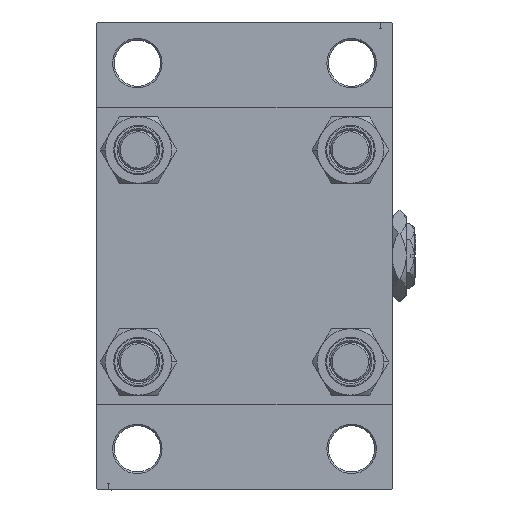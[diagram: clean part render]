
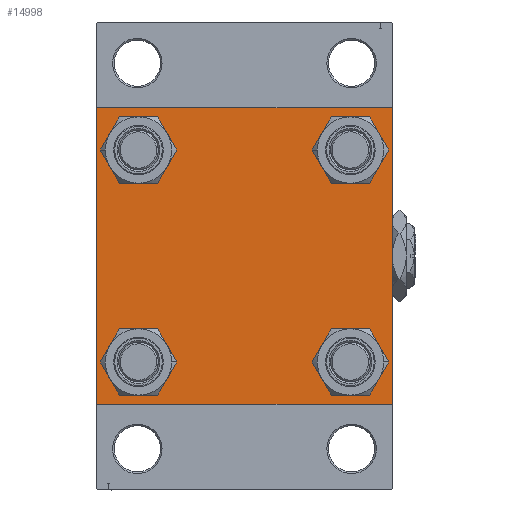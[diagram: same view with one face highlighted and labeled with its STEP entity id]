
A CAD part, left-side view. The second image highlights one B-rep face of the part: STEP entity #14998.
In plain terms, the highlighted planar face has unit normal (-1, 0, 0).
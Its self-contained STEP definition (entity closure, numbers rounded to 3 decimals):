
#930 = EDGE_CURVE ( 'NONE', #38924, #4880, #39802, .T. ) ;
#1043 = DIRECTION ( 'NONE',  ( 1., 0., 0. ) ) ;
#1272 = FACE_BOUND ( 'NONE', #47554, .T. ) ;
#1557 = DIRECTION ( 'NONE',  ( 0., 0., 1. ) ) ;
#1890 = DIRECTION ( 'NONE',  ( 1., 0., 0. ) ) ;
#1898 = VERTEX_POINT ( 'NONE', #23029 ) ;
#2363 = VERTEX_POINT ( 'NONE', #11634 ) ;
#3271 = DIRECTION ( 'NONE',  ( 0., 0., -1. ) ) ;
#3378 = DIRECTION ( 'NONE',  ( 0., 0., 1. ) ) ;
#3960 = VECTOR ( 'NONE', #17568, 1000. ) ;
#4472 = CARTESIAN_POINT ( 'NONE',  ( 0., -44.75, 44.75 ) ) ;
#4880 = VERTEX_POINT ( 'NONE', #8455 ) ;
#5088 = AXIS2_PLACEMENT_3D ( 'NONE', #13657, #1043, #5924 ) ;
#5403 = VERTEX_POINT ( 'NONE', #31018 ) ;
#5924 = DIRECTION ( 'NONE',  ( 0., 0., 1. ) ) ;
#6118 = CARTESIAN_POINT ( 'NONE',  ( 0., 45., -44.5 ) ) ;
#7220 = ORIENTED_EDGE ( 'NONE', *, *, #33771, .T. ) ;
#7792 = LINE ( 'NONE', #34886, #17755 ) ;
#8247 = ORIENTED_EDGE ( 'NONE', *, *, #23669, .T. ) ;
#8374 = EDGE_CURVE ( 'NONE', #25780, #1898, #9587, .T. ) ;
#8455 = CARTESIAN_POINT ( 'NONE',  ( 0., -44.5, 45. ) ) ;
#9346 = DIRECTION ( 'NONE',  ( 1., 0., 0. ) ) ;
#9587 = LINE ( 'NONE', #37437, #3960 ) ;
#9645 = LINE ( 'NONE', #48318, #27182 ) ;
#10022 = EDGE_CURVE ( 'NONE', #10677, #2363, #28788, .T. ) ;
#10105 = DIRECTION ( 'NONE',  ( 0., 0., 1. ) ) ;
#10257 = DIRECTION ( 'NONE',  ( 1., 0., 0. ) ) ;
#10677 = VERTEX_POINT ( 'NONE', #29857 ) ;
#10886 = DIRECTION ( 'NONE',  ( 0., -0.707, 0.707 ) ) ;
#11634 = CARTESIAN_POINT ( 'NONE',  ( 0., -32.15, -25.65 ) ) ;
#12041 = EDGE_CURVE ( 'NONE', #5403, #41322, #9645, .T. ) ;
#12560 = CIRCLE ( 'NONE', #41374, 6.5 ) ;
#12630 = DIRECTION ( 'NONE',  ( 0., 0., 1. ) ) ;
#13033 = VERTEX_POINT ( 'NONE', #38214 ) ;
#13424 = DIRECTION ( 'NONE',  ( 0., -1., 0. ) ) ;
#13657 = CARTESIAN_POINT ( 'NONE',  ( 0., 32.15, -32.15 ) ) ;
#13944 = CARTESIAN_POINT ( 'NONE',  ( 0., 32.15, -38.65 ) ) ;
#13997 = LINE ( 'NONE', #45464, #27042 ) ;
#14998 = ADVANCED_FACE ( 'NONE', ( #36618, #19832, #1272, #28093, #44087 ), #24477, .T. ) ;
#15346 = EDGE_CURVE ( 'NONE', #5403, #4880, #41521, .T. ) ;
#15375 = VECTOR ( 'NONE', #35169, 1000. ) ;
#15779 = AXIS2_PLACEMENT_3D ( 'NONE', #43834, #16487, #12630 ) ;
#15843 = CARTESIAN_POINT ( 'NONE',  ( 0., -45., -44.5 ) ) ;
#16487 = DIRECTION ( 'NONE',  ( -1., 0., 0. ) ) ;
#17568 = DIRECTION ( 'NONE',  ( 0., -1., 0. ) ) ;
#17755 = VECTOR ( 'NONE', #27644, 1000. ) ;
#18327 = EDGE_CURVE ( 'NONE', #36085, #43010, #49528, .T. ) ;
#18344 = CARTESIAN_POINT ( 'NONE',  ( 0., -32.15, -32.15 ) ) ;
#18586 = EDGE_CURVE ( 'NONE', #13033, #34487, #21561, .T. ) ;
#19832 = FACE_BOUND ( 'NONE', #42702, .T. ) ;
#20822 = CARTESIAN_POINT ( 'NONE',  ( 0., 32.15, 32.15 ) ) ;
#21144 = CARTESIAN_POINT ( 'NONE',  ( 0., -32.15, 32.15 ) ) ;
#21181 = ORIENTED_EDGE ( 'NONE', *, *, #29687, .T. ) ;
#21285 = ORIENTED_EDGE ( 'NONE', *, *, #31263, .T. ) ;
#21561 = CIRCLE ( 'NONE', #25682, 6.5 ) ;
#21964 = ORIENTED_EDGE ( 'NONE', *, *, #39634, .T. ) ;
#22858 = ORIENTED_EDGE ( 'NONE', *, *, #46258, .T. ) ;
#22965 = DIRECTION ( 'NONE',  ( 1., 0., 0. ) ) ;
#22991 = AXIS2_PLACEMENT_3D ( 'NONE', #42536, #26551, #30683 ) ;
#23029 = CARTESIAN_POINT ( 'NONE',  ( 0., -44.5, -45. ) ) ;
#23117 = CARTESIAN_POINT ( 'NONE',  ( 0., 45., 45. ) ) ;
#23669 = EDGE_CURVE ( 'NONE', #28870, #25780, #7792, .T. ) ;
#24477 = PLANE ( 'NONE',  #15779 ) ;
#24662 = CIRCLE ( 'NONE', #22991, 6.5 ) ;
#25195 = DIRECTION ( 'NONE',  ( 0., 0., 1. ) ) ;
#25364 = DIRECTION ( 'NONE',  ( 0., 0.707, -0.707 ) ) ;
#25682 = AXIS2_PLACEMENT_3D ( 'NONE', #20822, #36575, #25195 ) ;
#25780 = VERTEX_POINT ( 'NONE', #44798 ) ;
#25971 = DIRECTION ( 'NONE',  ( 0., 0., 1. ) ) ;
#26167 = EDGE_LOOP ( 'NONE', ( #21285, #21964 ) ) ;
#26478 = CARTESIAN_POINT ( 'NONE',  ( 0., -32.15, 25.65 ) ) ;
#26551 = DIRECTION ( 'NONE',  ( 1., 0., 0. ) ) ;
#26752 = ORIENTED_EDGE ( 'NONE', *, *, #43679, .T. ) ;
#26886 = ORIENTED_EDGE ( 'NONE', *, *, #12041, .T. ) ;
#27042 = VECTOR ( 'NONE', #10886, 1000. ) ;
#27182 = VECTOR ( 'NONE', #25364, 1000. ) ;
#27603 = CARTESIAN_POINT ( 'NONE',  ( 0., 45., 44.5 ) ) ;
#27644 = DIRECTION ( 'NONE',  ( 0., -0.707, -0.707 ) ) ;
#28049 = VECTOR ( 'NONE', #51009, 1000. ) ;
#28093 = FACE_BOUND ( 'NONE', #29251, .T. ) ;
#28238 = ORIENTED_EDGE ( 'NONE', *, *, #930, .T. ) ;
#28788 = CIRCLE ( 'NONE', #43592, 6.5 ) ;
#28870 = VERTEX_POINT ( 'NONE', #6118 ) ;
#29251 = EDGE_LOOP ( 'NONE', ( #46159, #48117 ) ) ;
#29687 = EDGE_CURVE ( 'NONE', #41322, #28870, #46841, .T. ) ;
#29857 = CARTESIAN_POINT ( 'NONE',  ( 0., -32.15, -38.65 ) ) ;
#30325 = ORIENTED_EDGE ( 'NONE', *, *, #8374, .T. ) ;
#30683 = DIRECTION ( 'NONE',  ( 0., 0., 1. ) ) ;
#30827 = VERTEX_POINT ( 'NONE', #15843 ) ;
#31018 = CARTESIAN_POINT ( 'NONE',  ( 0., 44.5, 45. ) ) ;
#31263 = EDGE_CURVE ( 'NONE', #48404, #35483, #46704, .T. ) ;
#32108 = CIRCLE ( 'NONE', #44468, 6.5 ) ;
#33063 = CIRCLE ( 'NONE', #40493, 6.5 ) ;
#33108 = CARTESIAN_POINT ( 'NONE',  ( 0., 32.15, 25.65 ) ) ;
#33756 = CARTESIAN_POINT ( 'NONE',  ( 0., -45., 44.5 ) ) ;
#33771 = EDGE_CURVE ( 'NONE', #1898, #30827, #13997, .T. ) ;
#34487 = VERTEX_POINT ( 'NONE', #33108 ) ;
#34886 = CARTESIAN_POINT ( 'NONE',  ( 0., 44.75, -44.75 ) ) ;
#35169 = DIRECTION ( 'NONE',  ( 0., 0.707, 0.707 ) ) ;
#35299 = LINE ( 'NONE', #38910, #28049 ) ;
#35483 = VERTEX_POINT ( 'NONE', #26478 ) ;
#36085 = VERTEX_POINT ( 'NONE', #13944 ) ;
#36110 = EDGE_CURVE ( 'NONE', #34487, #13033, #24662, .T. ) ;
#36315 = VECTOR ( 'NONE', #13424, 1000. ) ;
#36575 = DIRECTION ( 'NONE',  ( 1., 0., 0. ) ) ;
#36618 = FACE_BOUND ( 'NONE', #26167, .T. ) ;
#36896 = DIRECTION ( 'NONE',  ( 1., 0., 0. ) ) ;
#37233 = CARTESIAN_POINT ( 'NONE',  ( 0., -32.15, -32.15 ) ) ;
#37437 = CARTESIAN_POINT ( 'NONE',  ( 0., 45., -45. ) ) ;
#38214 = CARTESIAN_POINT ( 'NONE',  ( 0., 32.15, 38.65 ) ) ;
#38873 = CARTESIAN_POINT ( 'NONE',  ( 0., -32.15, 38.65 ) ) ;
#38910 = CARTESIAN_POINT ( 'NONE',  ( 0., -45., 45. ) ) ;
#38924 = VERTEX_POINT ( 'NONE', #33756 ) ;
#39137 = ORIENTED_EDGE ( 'NONE', *, *, #42434, .F. ) ;
#39271 = AXIS2_PLACEMENT_3D ( 'NONE', #45422, #9346, #10105 ) ;
#39634 = EDGE_CURVE ( 'NONE', #35483, #48404, #32108, .T. ) ;
#39802 = LINE ( 'NONE', #4472, #15375 ) ;
#40493 = AXIS2_PLACEMENT_3D ( 'NONE', #18344, #22965, #3378 ) ;
#41000 = ORIENTED_EDGE ( 'NONE', *, *, #10022, .T. ) ;
#41322 = VERTEX_POINT ( 'NONE', #27603 ) ;
#41374 = AXIS2_PLACEMENT_3D ( 'NONE', #45575, #10257, #25971 ) ;
#41521 = LINE ( 'NONE', #49498, #36315 ) ;
#42434 = EDGE_CURVE ( 'NONE', #38924, #30827, #35299, .T. ) ;
#42536 = CARTESIAN_POINT ( 'NONE',  ( 0., 32.15, 32.15 ) ) ;
#42702 = EDGE_LOOP ( 'NONE', ( #26752, #41000 ) ) ;
#43010 = VERTEX_POINT ( 'NONE', #43485 ) ;
#43483 = ORIENTED_EDGE ( 'NONE', *, *, #15346, .F. ) ;
#43485 = CARTESIAN_POINT ( 'NONE',  ( 0., 32.15, -25.65 ) ) ;
#43592 = AXIS2_PLACEMENT_3D ( 'NONE', #37233, #1890, #49059 ) ;
#43679 = EDGE_CURVE ( 'NONE', #2363, #10677, #33063, .T. ) ;
#43834 = CARTESIAN_POINT ( 'NONE',  ( 0., 0., 0. ) ) ;
#44087 = FACE_OUTER_BOUND ( 'NONE', #47063, .T. ) ;
#44468 = AXIS2_PLACEMENT_3D ( 'NONE', #21144, #36896, #1557 ) ;
#44798 = CARTESIAN_POINT ( 'NONE',  ( 0., 44.5, -45. ) ) ;
#45163 = ORIENTED_EDGE ( 'NONE', *, *, #18327, .T. ) ;
#45422 = CARTESIAN_POINT ( 'NONE',  ( 0., -32.15, 32.15 ) ) ;
#45464 = CARTESIAN_POINT ( 'NONE',  ( 0., -44.75, -44.75 ) ) ;
#45575 = CARTESIAN_POINT ( 'NONE',  ( 0., 32.15, -32.15 ) ) ;
#46159 = ORIENTED_EDGE ( 'NONE', *, *, #18586, .T. ) ;
#46258 = EDGE_CURVE ( 'NONE', #43010, #36085, #12560, .T. ) ;
#46665 = VECTOR ( 'NONE', #3271, 1000. ) ;
#46704 = CIRCLE ( 'NONE', #39271, 6.5 ) ;
#46841 = LINE ( 'NONE', #23117, #46665 ) ;
#47063 = EDGE_LOOP ( 'NONE', ( #21181, #8247, #30325, #7220, #39137, #28238, #43483, #26886 ) ) ;
#47554 = EDGE_LOOP ( 'NONE', ( #22858, #45163 ) ) ;
#48117 = ORIENTED_EDGE ( 'NONE', *, *, #36110, .T. ) ;
#48318 = CARTESIAN_POINT ( 'NONE',  ( 0., 44.75, 44.75 ) ) ;
#48404 = VERTEX_POINT ( 'NONE', #38873 ) ;
#49059 = DIRECTION ( 'NONE',  ( 0., 0., 1. ) ) ;
#49498 = CARTESIAN_POINT ( 'NONE',  ( 0., 45., 45. ) ) ;
#49528 = CIRCLE ( 'NONE', #5088, 6.5 ) ;
#51009 = DIRECTION ( 'NONE',  ( 0., 0., -1. ) ) ;
